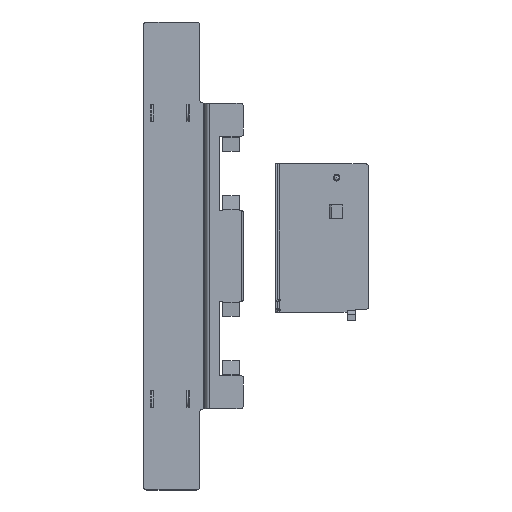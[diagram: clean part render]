
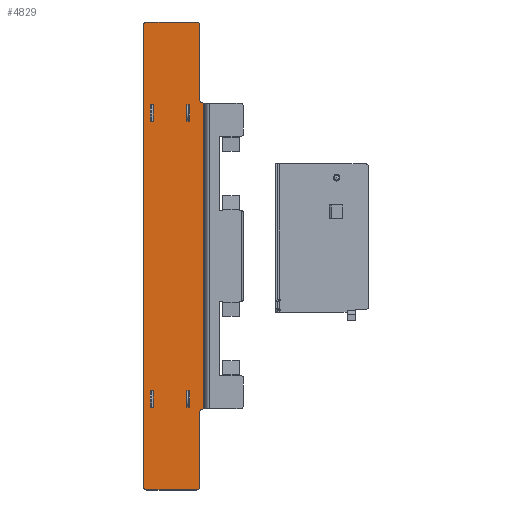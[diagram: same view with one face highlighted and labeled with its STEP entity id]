
A CAD part, top view. The second image highlights one B-rep face of the part: STEP entity #4829.
In plain terms, the highlighted planar face has unit normal (0, 0, 1).
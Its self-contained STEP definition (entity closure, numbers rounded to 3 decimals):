
#32=FACE_BOUND('',#666,.T.);
#33=FACE_BOUND('',#667,.T.);
#34=FACE_BOUND('',#668,.T.);
#35=FACE_BOUND('',#669,.T.);
#201=CIRCLE('',#5195,2.);
#202=CIRCLE('',#5196,2.);
#203=CIRCLE('',#5197,2.);
#204=CIRCLE('',#5198,2.);
#205=CIRCLE('',#5199,2.);
#206=CIRCLE('',#5200,2.);
#385=FACE_OUTER_BOUND('',#665,.T.);
#665=EDGE_LOOP('',(#3317,#3318,#3319,#3320,#3321,#3322,#3323,#3324,#3325,
#3326,#3327,#3328));
#666=EDGE_LOOP('',(#3329,#3330,#3331,#3332));
#667=EDGE_LOOP('',(#3333,#3334,#3335,#3336));
#668=EDGE_LOOP('',(#3337,#3338,#3339,#3340));
#669=EDGE_LOOP('',(#3341,#3342,#3343,#3344));
#1004=LINE('',#7320,#1491);
#1007=LINE('',#7335,#1494);
#1008=LINE('',#7339,#1495);
#1009=LINE('',#7343,#1496);
#1010=LINE('',#7347,#1497);
#1011=LINE('',#7351,#1498);
#1012=LINE('',#7355,#1499);
#1013=LINE('',#7359,#1500);
#1014=LINE('',#7361,#1501);
#1015=LINE('',#7363,#1502);
#1016=LINE('',#7364,#1503);
#1017=LINE('',#7367,#1504);
#1018=LINE('',#7369,#1505);
#1019=LINE('',#7371,#1506);
#1020=LINE('',#7372,#1507);
#1021=LINE('',#7375,#1508);
#1022=LINE('',#7376,#1509);
#1023=LINE('',#7377,#1510);
#1024=LINE('',#7380,#1511);
#1025=LINE('',#7382,#1512);
#1026=LINE('',#7384,#1513);
#1027=LINE('',#7385,#1514);
#1491=VECTOR('',#5909,10.);
#1494=VECTOR('',#5924,10.);
#1495=VECTOR('',#5927,10.);
#1496=VECTOR('',#5930,10.);
#1497=VECTOR('',#5933,10.);
#1498=VECTOR('',#5936,10.);
#1499=VECTOR('',#5939,10.);
#1500=VECTOR('',#5942,10.);
#1501=VECTOR('',#5943,10.);
#1502=VECTOR('',#5944,10.);
#1503=VECTOR('',#5945,10.);
#1504=VECTOR('',#5946,10.);
#1505=VECTOR('',#5947,10.);
#1506=VECTOR('',#5948,10.);
#1507=VECTOR('',#5949,10.);
#1508=VECTOR('',#5950,10.);
#1509=VECTOR('',#5951,10.);
#1510=VECTOR('',#5952,10.);
#1511=VECTOR('',#5953,10.);
#1512=VECTOR('',#5954,10.);
#1513=VECTOR('',#5955,10.);
#1514=VECTOR('',#5956,10.);
#1989=VERTEX_POINT('',#7318);
#1990=VERTEX_POINT('',#7319);
#1995=VERTEX_POINT('',#7333);
#1996=VERTEX_POINT('',#7334);
#1997=VERTEX_POINT('',#7336);
#1998=VERTEX_POINT('',#7338);
#1999=VERTEX_POINT('',#7340);
#2000=VERTEX_POINT('',#7342);
#2001=VERTEX_POINT('',#7344);
#2002=VERTEX_POINT('',#7346);
#2003=VERTEX_POINT('',#7348);
#2004=VERTEX_POINT('',#7350);
#2005=VERTEX_POINT('',#7352);
#2006=VERTEX_POINT('',#7354);
#2007=VERTEX_POINT('',#7357);
#2008=VERTEX_POINT('',#7358);
#2009=VERTEX_POINT('',#7360);
#2010=VERTEX_POINT('',#7362);
#2011=VERTEX_POINT('',#7365);
#2012=VERTEX_POINT('',#7366);
#2013=VERTEX_POINT('',#7368);
#2014=VERTEX_POINT('',#7370);
#2015=VERTEX_POINT('',#7373);
#2016=VERTEX_POINT('',#7374);
#2017=VERTEX_POINT('',#7378);
#2018=VERTEX_POINT('',#7379);
#2019=VERTEX_POINT('',#7381);
#2020=VERTEX_POINT('',#7383);
#2465=EDGE_CURVE('',#1989,#1990,#1004,.T.);
#2472=EDGE_CURVE('',#1995,#1996,#1007,.T.);
#2473=EDGE_CURVE('',#1997,#1995,#201,.T.);
#2474=EDGE_CURVE('',#1998,#1997,#1008,.T.);
#2475=EDGE_CURVE('',#1999,#1998,#202,.T.);
#2476=EDGE_CURVE('',#1999,#2000,#1009,.T.);
#2477=EDGE_CURVE('',#2000,#2001,#203,.T.);
#2478=EDGE_CURVE('',#2002,#2001,#1010,.T.);
#2479=EDGE_CURVE('',#2002,#2003,#204,.T.);
#2480=EDGE_CURVE('',#2003,#2004,#1011,.T.);
#2481=EDGE_CURVE('',#2005,#2004,#205,.T.);
#2482=EDGE_CURVE('',#2006,#2005,#1012,.T.);
#2483=EDGE_CURVE('',#1996,#2006,#206,.T.);
#2484=EDGE_CURVE('',#2007,#2008,#1013,.T.);
#2485=EDGE_CURVE('',#2009,#2008,#1014,.T.);
#2486=EDGE_CURVE('',#2010,#2009,#1015,.T.);
#2487=EDGE_CURVE('',#2007,#2010,#1016,.T.);
#2488=EDGE_CURVE('',#2011,#2012,#1017,.T.);
#2489=EDGE_CURVE('',#2013,#2011,#1018,.T.);
#2490=EDGE_CURVE('',#2013,#2014,#1019,.T.);
#2491=EDGE_CURVE('',#2012,#2014,#1020,.T.);
#2492=EDGE_CURVE('',#2015,#2016,#1021,.T.);
#2493=EDGE_CURVE('',#1990,#2015,#1022,.T.);
#2494=EDGE_CURVE('',#1989,#2016,#1023,.T.);
#2495=EDGE_CURVE('',#2017,#2018,#1024,.T.);
#2496=EDGE_CURVE('',#2017,#2019,#1025,.T.);
#2497=EDGE_CURVE('',#2020,#2019,#1026,.T.);
#2498=EDGE_CURVE('',#2018,#2020,#1027,.T.);
#3317=ORIENTED_EDGE('',*,*,#2472,.F.);
#3318=ORIENTED_EDGE('',*,*,#2473,.F.);
#3319=ORIENTED_EDGE('',*,*,#2474,.F.);
#3320=ORIENTED_EDGE('',*,*,#2475,.F.);
#3321=ORIENTED_EDGE('',*,*,#2476,.T.);
#3322=ORIENTED_EDGE('',*,*,#2477,.T.);
#3323=ORIENTED_EDGE('',*,*,#2478,.F.);
#3324=ORIENTED_EDGE('',*,*,#2479,.T.);
#3325=ORIENTED_EDGE('',*,*,#2480,.T.);
#3326=ORIENTED_EDGE('',*,*,#2481,.F.);
#3327=ORIENTED_EDGE('',*,*,#2482,.F.);
#3328=ORIENTED_EDGE('',*,*,#2483,.F.);
#3329=ORIENTED_EDGE('',*,*,#2484,.T.);
#3330=ORIENTED_EDGE('',*,*,#2485,.F.);
#3331=ORIENTED_EDGE('',*,*,#2486,.F.);
#3332=ORIENTED_EDGE('',*,*,#2487,.F.);
#3333=ORIENTED_EDGE('',*,*,#2488,.F.);
#3334=ORIENTED_EDGE('',*,*,#2489,.F.);
#3335=ORIENTED_EDGE('',*,*,#2490,.T.);
#3336=ORIENTED_EDGE('',*,*,#2491,.F.);
#3337=ORIENTED_EDGE('',*,*,#2492,.F.);
#3338=ORIENTED_EDGE('',*,*,#2493,.F.);
#3339=ORIENTED_EDGE('',*,*,#2465,.F.);
#3340=ORIENTED_EDGE('',*,*,#2494,.T.);
#3341=ORIENTED_EDGE('',*,*,#2495,.F.);
#3342=ORIENTED_EDGE('',*,*,#2496,.T.);
#3343=ORIENTED_EDGE('',*,*,#2497,.F.);
#3344=ORIENTED_EDGE('',*,*,#2498,.F.);
#4346=PLANE('',#5194);
#4829=ADVANCED_FACE('',(#385,#32,#33,#34,#35),#4346,.F.);
#5194=AXIS2_PLACEMENT_3D('',#7332,#5922,#5923);
#5195=AXIS2_PLACEMENT_3D('',#7337,#5925,#5926);
#5196=AXIS2_PLACEMENT_3D('',#7341,#5928,#5929);
#5197=AXIS2_PLACEMENT_3D('',#7345,#5931,#5932);
#5198=AXIS2_PLACEMENT_3D('',#7349,#5934,#5935);
#5199=AXIS2_PLACEMENT_3D('',#7353,#5937,#5938);
#5200=AXIS2_PLACEMENT_3D('',#7356,#5940,#5941);
#5909=DIRECTION('',(-1.,0.,0.));
#5922=DIRECTION('center_axis',(0.,0.,
-1.));
#5923=DIRECTION('ref_axis',(0.,-1.,0.));
#5924=DIRECTION('',(0.,1.,0.));
#5925=DIRECTION('center_axis',(0.,0.,
-1.));
#5926=DIRECTION('ref_axis',(-0.707,-0.707,0.));
#5927=DIRECTION('',(-1.,0.,0.));
#5928=DIRECTION('center_axis',(0.,0.,
-1.));
#5929=DIRECTION('ref_axis',(0.707,-0.707,0.));
#5930=DIRECTION('',(0.,1.,0.));
#5931=DIRECTION('center_axis',(0.,0.,
-1.));
#5932=DIRECTION('ref_axis',(-1.,0.,0.));
#5933=DIRECTION('',(0.,-1.,0.));
#5934=DIRECTION('center_axis',(0.,0.,
-1.));
#5935=DIRECTION('ref_axis',(0.,1.,0.));
#5936=DIRECTION('',(0.,1.,0.));
#5937=DIRECTION('center_axis',(0.,0.,
-1.));
#5938=DIRECTION('ref_axis',(0.707,0.707,0.));
#5939=DIRECTION('',(1.,0.,0.));
#5940=DIRECTION('center_axis',(0.,0.,
-1.));
#5941=DIRECTION('ref_axis',(-0.707,0.707,0.));
#5942=DIRECTION('',(0.,-1.,0.));
#5943=DIRECTION('',(1.,0.,0.));
#5944=DIRECTION('',(0.,-1.,0.));
#5945=DIRECTION('',(-1.,0.,0.));
#5946=DIRECTION('',(0.,-1.,0.));
#5947=DIRECTION('',(-1.,0.,0.));
#5948=DIRECTION('',(0.,-1.,0.));
#5949=DIRECTION('',(1.,0.,0.));
#5950=DIRECTION('',(1.,0.,0.));
#5951=DIRECTION('',(0.,-1.,0.));
#5952=DIRECTION('',(0.,-1.,0.));
#5953=DIRECTION('',(-1.,0.,0.));
#5954=DIRECTION('',(0.,-1.,0.));
#5955=DIRECTION('',(1.,0.,0.));
#5956=DIRECTION('',(0.,-1.,0.));
#7318=CARTESIAN_POINT('',(148.,502.6,209.));
#7319=CARTESIAN_POINT('',(146.268,502.6,209.));
#7320=CARTESIAN_POINT('',(153.,502.6,209.));
#7332=CARTESIAN_POINT('Origin',(160.,411.1,209.));
#7333=CARTESIAN_POINT('',(142.,271.6,209.));
#7334=CARTESIAN_POINT('',(142.,550.6,209.));
#7335=CARTESIAN_POINT('',(142.,269.6,209.));
#7336=CARTESIAN_POINT('',(144.,269.6,209.));
#7337=CARTESIAN_POINT('Origin',(144.,271.6,209.));
#7338=CARTESIAN_POINT('',(174.,269.6,209.));
#7339=CARTESIAN_POINT('',(178.,269.6,209.));
#7340=CARTESIAN_POINT('',(176.,271.6,209.));
#7341=CARTESIAN_POINT('Origin',(174.,271.6,209.));
#7342=CARTESIAN_POINT('',(176.,316.6,209.));
#7343=CARTESIAN_POINT('',(176.,363.85,209.));
#7344=CARTESIAN_POINT('',(178.,318.6,209.));
#7345=CARTESIAN_POINT('Origin',(178.,316.6,209.));
#7346=CARTESIAN_POINT('',(178.,503.6,209.));
#7347=CARTESIAN_POINT('',(178.,552.6,209.));
#7348=CARTESIAN_POINT('',(176.,505.6,209.));
#7349=CARTESIAN_POINT('Origin',(178.,505.6,209.));
#7350=CARTESIAN_POINT('',(176.,550.6,209.));
#7351=CARTESIAN_POINT('',(176.,481.85,209.));
#7352=CARTESIAN_POINT('',(174.,552.6,209.));
#7353=CARTESIAN_POINT('Origin',(174.,550.6,209.));
#7354=CARTESIAN_POINT('',(144.,552.6,209.));
#7355=CARTESIAN_POINT('',(142.,552.6,209.));
#7356=CARTESIAN_POINT('Origin',(144.,550.6,209.));
#7357=CARTESIAN_POINT('',(148.,329.6,209.));
#7358=CARTESIAN_POINT('',(148.,319.6,209.));
#7359=CARTESIAN_POINT('',(148.,365.35,209.));
#7360=CARTESIAN_POINT('',(146.268,319.6,209.));
#7361=CARTESIAN_POINT('',(153.,319.6,209.));
#7362=CARTESIAN_POINT('',(146.268,329.6,209.));
#7363=CARTESIAN_POINT('',(146.268,324.6,209.));
#7364=CARTESIAN_POINT('',(153.5,329.6,209.));
#7365=CARTESIAN_POINT('',(168.268,502.6,209.));
#7366=CARTESIAN_POINT('',(168.268,492.6,209.));
#7367=CARTESIAN_POINT('',(168.268,497.6,209.));
#7368=CARTESIAN_POINT('',(170.,502.6,209.));
#7369=CARTESIAN_POINT('',(164.,502.6,209.));
#7370=CARTESIAN_POINT('',(170.,492.6,209.));
#7371=CARTESIAN_POINT('',(170.,456.85,209.));
#7372=CARTESIAN_POINT('',(164.5,492.6,209.));
#7373=CARTESIAN_POINT('',(146.268,492.6,209.));
#7374=CARTESIAN_POINT('',(148.,492.6,209.));
#7375=CARTESIAN_POINT('',(153.5,492.6,209.));
#7376=CARTESIAN_POINT('',(146.268,497.6,209.));
#7377=CARTESIAN_POINT('',(148.,456.85,209.));
#7378=CARTESIAN_POINT('',(170.,329.6,209.));
#7379=CARTESIAN_POINT('',(168.268,329.6,209.));
#7380=CARTESIAN_POINT('',(164.5,329.6,209.));
#7381=CARTESIAN_POINT('',(170.,319.6,209.));
#7382=CARTESIAN_POINT('',(170.,365.35,209.));
#7383=CARTESIAN_POINT('',(168.268,319.6,209.));
#7384=CARTESIAN_POINT('',(164.,319.6,209.));
#7385=CARTESIAN_POINT('',(168.268,324.6,209.));
